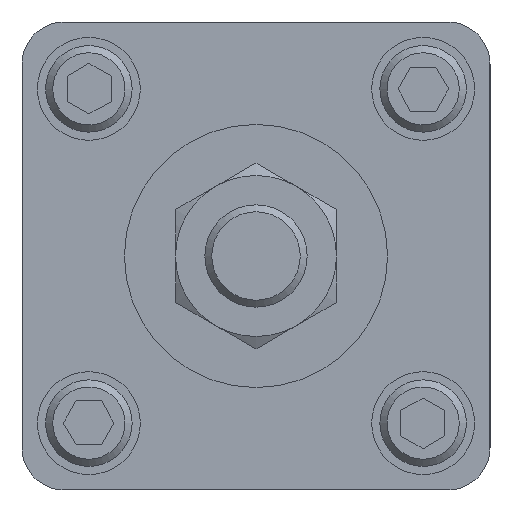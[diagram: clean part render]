
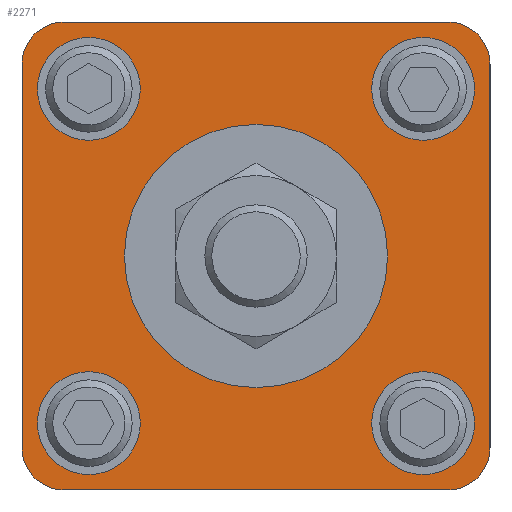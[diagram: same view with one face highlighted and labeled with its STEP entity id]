
A CAD part, left-side view. The second image highlights one B-rep face of the part: STEP entity #2271.
In plain terms, the highlighted planar face has unit normal (-1, 0, 0).
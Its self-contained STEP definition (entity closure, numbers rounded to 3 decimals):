
#207=CIRCLE('',#2527,5.588);
#209=CIRCLE('',#2531,5.588);
#211=CIRCLE('',#2535,5.588);
#213=CIRCLE('',#2539,5.588);
#214=CIRCLE('',#2541,4.572);
#215=CIRCLE('',#2542,4.572);
#216=CIRCLE('',#2543,4.572);
#217=CIRCLE('',#2544,4.572);
#218=CIRCLE('',#2545,14.288);
#509=ORIENTED_EDGE('',*,*,#971,.F.);
#510=ORIENTED_EDGE('',*,*,#972,.T.);
#511=ORIENTED_EDGE('',*,*,#973,.F.);
#512=ORIENTED_EDGE('',*,*,#974,.T.);
#513=ORIENTED_EDGE('',*,*,#975,.F.);
#514=ORIENTED_EDGE('',*,*,#976,.T.);
#515=ORIENTED_EDGE('',*,*,#977,.F.);
#516=ORIENTED_EDGE('',*,*,#978,.T.);
#517=ORIENTED_EDGE('',*,*,#979,.F.);
#518=ORIENTED_EDGE('',*,*,#970,.T.);
#519=ORIENTED_EDGE('',*,*,#968,.T.);
#520=ORIENTED_EDGE('',*,*,#966,.T.);
#521=ORIENTED_EDGE('',*,*,#964,.T.);
#964=EDGE_CURVE('',#1215,#1215,#207,.T.);
#966=EDGE_CURVE('',#1217,#1217,#209,.T.);
#968=EDGE_CURVE('',#1219,#1219,#211,.T.);
#970=EDGE_CURVE('',#1221,#1221,#213,.T.);
#971=EDGE_CURVE('',#1222,#1223,#1432,.T.);
#972=EDGE_CURVE('',#1222,#1224,#214,.T.);
#973=EDGE_CURVE('',#1225,#1224,#1433,.T.);
#974=EDGE_CURVE('',#1225,#1226,#215,.T.);
#975=EDGE_CURVE('',#1227,#1226,#1434,.T.);
#976=EDGE_CURVE('',#1227,#1228,#216,.T.);
#977=EDGE_CURVE('',#1229,#1228,#1435,.T.);
#978=EDGE_CURVE('',#1229,#1223,#217,.T.);
#979=EDGE_CURVE('',#1230,#1230,#218,.T.);
#1215=VERTEX_POINT('',#3724);
#1217=VERTEX_POINT('',#3730);
#1219=VERTEX_POINT('',#3736);
#1221=VERTEX_POINT('',#3742);
#1222=VERTEX_POINT('',#3745);
#1223=VERTEX_POINT('',#3746);
#1224=VERTEX_POINT('',#3748);
#1225=VERTEX_POINT('',#3750);
#1226=VERTEX_POINT('',#3752);
#1227=VERTEX_POINT('',#3754);
#1228=VERTEX_POINT('',#3756);
#1229=VERTEX_POINT('',#3758);
#1230=VERTEX_POINT('',#3761);
#1432=LINE('',#3744,#1548);
#1433=LINE('',#3749,#1549);
#1434=LINE('',#3753,#1550);
#1435=LINE('',#3757,#1551);
#1548=VECTOR('',#3007,1000.);
#1549=VECTOR('',#3010,1000.);
#1550=VECTOR('',#3013,1000.);
#1551=VECTOR('',#3016,1000.);
#1662=EDGE_LOOP('',(#509,#510,#511,#512,#513,#514,#515,#516));
#1663=EDGE_LOOP('',(#517));
#1664=EDGE_LOOP('',(#518));
#1665=EDGE_LOOP('',(#519));
#1666=EDGE_LOOP('',(#520));
#1667=EDGE_LOOP('',(#521));
#1936=FACE_BOUND('',#1662,.T.);
#1937=FACE_BOUND('',#1663,.T.);
#1938=FACE_BOUND('',#1664,.T.);
#1939=FACE_BOUND('',#1665,.T.);
#1940=FACE_BOUND('',#1666,.T.);
#1941=FACE_BOUND('',#1667,.T.);
#2177=PLANE('',#2540);
#2271=ADVANCED_FACE('',(#1936,#1937,#1938,#1939,#1940,#1941),#2177,.F.);
#2527=AXIS2_PLACEMENT_3D('',#3723,#2979,#2980);
#2531=AXIS2_PLACEMENT_3D('',#3729,#2987,#2988);
#2535=AXIS2_PLACEMENT_3D('',#3735,#2995,#2996);
#2539=AXIS2_PLACEMENT_3D('',#3741,#3003,#3004);
#2540=AXIS2_PLACEMENT_3D('',#3743,#3005,#3006);
#2541=AXIS2_PLACEMENT_3D('',#3747,#3008,#3009);
#2542=AXIS2_PLACEMENT_3D('',#3751,#3011,#3012);
#2543=AXIS2_PLACEMENT_3D('',#3755,#3014,#3015);
#2544=AXIS2_PLACEMENT_3D('',#3759,#3017,#3018);
#2545=AXIS2_PLACEMENT_3D('',#3760,#3019,#3020);
#2979=DIRECTION('',(1.,0.,0.));
#2980=DIRECTION('',(0.,1.,0.));
#2987=DIRECTION('',(1.,0.,0.));
#2988=DIRECTION('',(0.,0.,1.));
#2995=DIRECTION('',(1.,0.,0.));
#2996=DIRECTION('',(0.,-1.,0.));
#3003=DIRECTION('',(1.,0.,0.));
#3004=DIRECTION('',(0.,0.,-1.));
#3005=DIRECTION('',(1.,0.,0.));
#3006=DIRECTION('',(0.,1.,0.));
#3007=DIRECTION('',(0.,0.,-1.));
#3008=DIRECTION('',(-1.,0.,0.));
#3009=DIRECTION('',(0.,0.,-1.));
#3010=DIRECTION('',(0.,-1.,0.));
#3011=DIRECTION('',(-1.,0.,0.));
#3012=DIRECTION('',(0.,0.,-1.));
#3013=DIRECTION('',(0.,0.,1.));
#3014=DIRECTION('',(-1.,0.,0.));
#3015=DIRECTION('',(0.,0.,-1.));
#3016=DIRECTION('',(0.,1.,0.));
#3017=DIRECTION('',(-1.,0.,0.));
#3018=DIRECTION('',(0.,0.,-1.));
#3019=DIRECTION('',(-1.,0.,0.));
#3020=DIRECTION('',(0.,0.,-1.));
#3723=CARTESIAN_POINT('',(0.,-18.14,-18.14));
#3724=CARTESIAN_POINT('',(0.,-12.552,-18.14));
#3729=CARTESIAN_POINT('',(0.,18.14,-18.14));
#3730=CARTESIAN_POINT('',(0.,18.14,-12.552));
#3735=CARTESIAN_POINT('',(0.,18.14,18.14));
#3736=CARTESIAN_POINT('',(0.,12.552,18.14));
#3741=CARTESIAN_POINT('',(0.,-18.14,18.14));
#3742=CARTESIAN_POINT('',(0.,-18.14,12.552));
#3743=CARTESIAN_POINT('',(0.,0.,0.));
#3744=CARTESIAN_POINT('',(0.,-25.4,25.4));
#3745=CARTESIAN_POINT('',(0.,-25.4,20.828));
#3746=CARTESIAN_POINT('',(0.,-25.4,-20.828));
#3747=CARTESIAN_POINT('',(0.,-20.828,20.828));
#3748=CARTESIAN_POINT('',(0.,-20.828,25.4));
#3749=CARTESIAN_POINT('',(0.,25.4,25.4));
#3750=CARTESIAN_POINT('',(0.,20.828,25.4));
#3751=CARTESIAN_POINT('',(0.,20.828,20.828));
#3752=CARTESIAN_POINT('',(0.,25.4,20.828));
#3753=CARTESIAN_POINT('',(0.,25.4,-25.4));
#3754=CARTESIAN_POINT('',(0.,25.4,-20.828));
#3755=CARTESIAN_POINT('',(0.,20.828,-20.828));
#3756=CARTESIAN_POINT('',(0.,20.828,-25.4));
#3757=CARTESIAN_POINT('',(0.,-25.4,-25.4));
#3758=CARTESIAN_POINT('',(0.,-20.828,-25.4));
#3759=CARTESIAN_POINT('',(0.,-20.828,-20.828));
#3760=CARTESIAN_POINT('',(0.,0.,0.));
#3761=CARTESIAN_POINT('',(0.,0.,-14.288));
